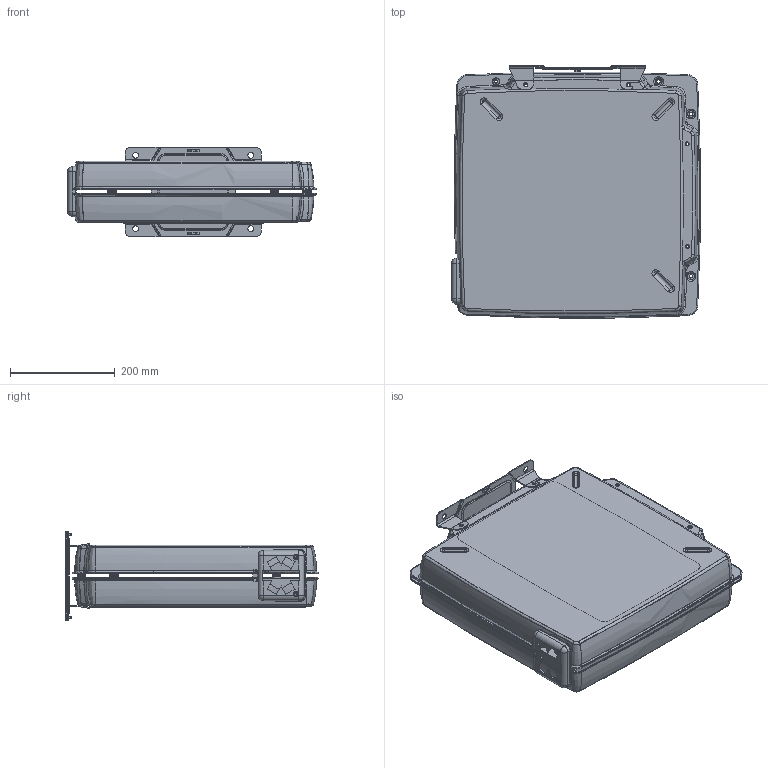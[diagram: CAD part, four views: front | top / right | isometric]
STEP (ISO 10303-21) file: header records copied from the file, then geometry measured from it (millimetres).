
FILE_DESCRIPTION( ( 'Unknown' ), '1' );
FILE_NAME( 'SR00011_Wall.stp', 'Unknown', ( 'Unknown' ), ( 'Unknown' ), 'PSStep 14.0', 'Unknown', ' ' );
FILE_SCHEMA( ( 'AUTOMOTIVE_DESIGN { 1 0 10303 214 1 1 1 1 }' ) );
Length unit declared in the file: millimetre
Products named in the file (5): 31590_0_0
Bounding box: 474.91 x 481.87 x 170 mm (x, y, z)
Volume: 9678354.5 mm3; surface area: 1835713.9 mm2
Topology: 5 solids, 7 shells, 1345 faces, 3484 edges, 2163 vertices
Faces by surface type: plane 361, cylinder 349, torus 294, bspline 143, extrusion 130, cone 48, sphere 20
Full cylindrical faces by diameter (mm): 2.5 x5, 3.5 x1, 4 x1, 4.7 x2, 5.2 x8, 5.3 x2, 6 x2, 6.3 x4, 6.5 x3, 6.7 x2, 7.2 x8, 7.5 x1, 8 x2, 10 x4, 11 x4, 12 x1, 14.5 x8, 16 x2, 16.5 x8, 26 x2, 32 x1
Entity records: 63828 total; most frequent: CARTESIAN_POINT 21764, ORIENTED_EDGE 6556, DIRECTION 6374, EDGE_CURVE 3278, AXIS2_PLACEMENT_3D 2562, VERTEX_POINT 2103, EDGE_LOOP 1585, FACE_OUTER_BOUND 1457
